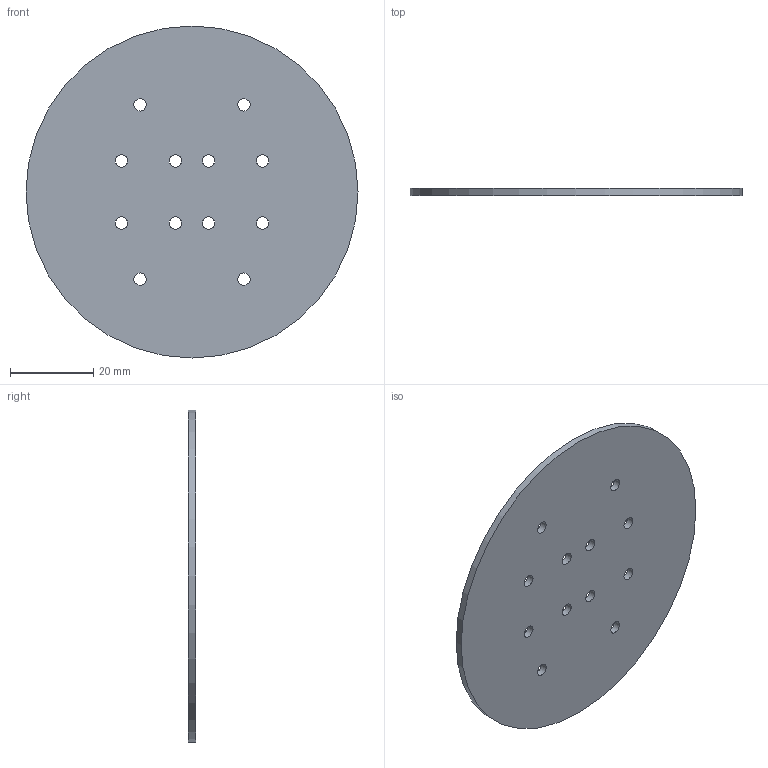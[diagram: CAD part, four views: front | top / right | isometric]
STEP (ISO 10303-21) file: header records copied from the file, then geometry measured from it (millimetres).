
FILE_DESCRIPTION(/* description */ ('STEP AP214'),/* implementation_level */ '2;1');
FILE_NAME(/* name */ '685044ec00cc853bb40b8d4c',/* time_stamp */ '2025-06-16T16:23:09Z',/* author */ (''),/* organization */ (''),/* preprocessor_version */ 'ST-DEVELOPER v20',/* originating_system */ 'ONSHAPE BY PTC INC, 1.199',/* authorisation */ ' ');
FILE_SCHEMA (('AUTOMOTIVE_DESIGN {1 0 10303 214 3 1 1}'));
Length unit declared in the file: metre
Products named in the file (1): base plate
Bounding box: 80 x 1.7 x 80 mm (x, y, z)
Volume: 8400.9 mm3; surface area: 10503 mm2
Topology: 1 solids, 1 shells, 15 faces, 39 edges, 26 vertices
Faces by surface type: cylinder 13, plane 2
Full cylindrical faces by diameter (mm): 3 x12, 80 x1
Entity records: 492 total; most frequent: DIRECTION 84, CARTESIAN_POINT 68, ORIENTED_EDGE 52, EDGE_LOOP 52, FACE_BOUND 52, AXIS2_PLACEMENT_3D 42, EDGE_CURVE 26, VERTEX_POINT 26
